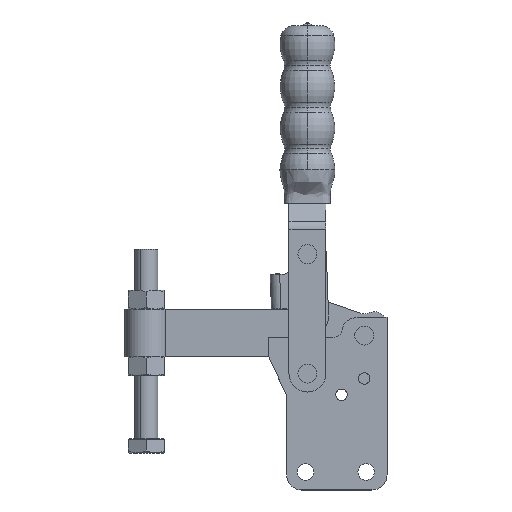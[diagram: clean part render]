
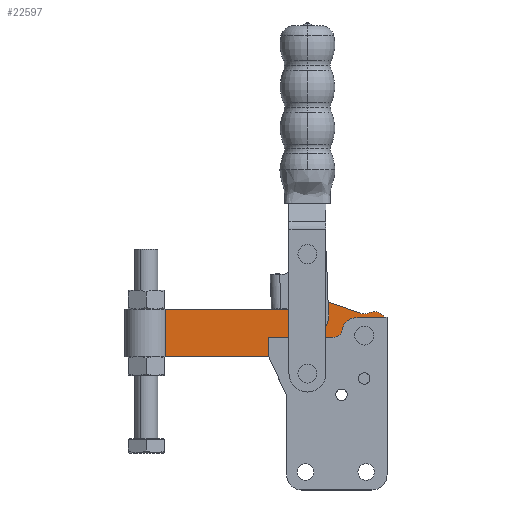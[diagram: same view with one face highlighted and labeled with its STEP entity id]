
A CAD part, top view. The second image highlights one B-rep face of the part: STEP entity #22597.
In plain terms, the highlighted planar face has unit normal (0, 0, 1).
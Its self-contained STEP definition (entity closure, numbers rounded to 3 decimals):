
#700 = VECTOR ( 'NONE', #4913, 1000. ) ;
#753 = EDGE_CURVE ( 'NONE', #2496, #6134, #22200, .T. ) ;
#1145 = CARTESIAN_POINT ( 'NONE',  ( -116.916, 83., 5. ) ) ;
#1297 = LINE ( 'NONE', #2971, #700 ) ;
#1457 = DIRECTION ( 'NONE',  ( 0.945, -0.328, 0. ) ) ;
#1896 = CARTESIAN_POINT ( 'NONE',  ( -12., 80., 5. ) ) ;
#2189 = LINE ( 'NONE', #1145, #22017 ) ;
#2496 = VERTEX_POINT ( 'NONE', #24536 ) ;
#2697 = AXIS2_PLACEMENT_3D ( 'NONE', #17500, #5978, #19411 ) ;
#2783 = VECTOR ( 'NONE', #1457, 1000. ) ;
#2905 = CARTESIAN_POINT ( 'NONE',  ( -37.35, 72.02, 5. ) ) ;
#2971 = CARTESIAN_POINT ( 'NONE',  ( 0., 76., 5. ) ) ;
#3088 = DIRECTION ( 'NONE',  ( 0., 0., -1. ) ) ;
#3519 = CARTESIAN_POINT ( 'NONE',  ( -14.132, 73.859, 5. ) ) ;
#3840 = DIRECTION ( 'NONE',  ( 1., 0., 0. ) ) ;
#3894 = CARTESIAN_POINT ( 'NONE',  ( -51.827, 76., 5. ) ) ;
#4129 = FACE_BOUND ( 'NONE', #4261, .T. ) ;
#4168 = EDGE_CURVE ( 'NONE', #14256, #18522, #23240, .T. ) ;
#4176 = VECTOR ( 'NONE', #8329, 1000. ) ;
#4261 = EDGE_LOOP ( 'NONE', ( #24277, #24349 ) ) ;
#4431 = EDGE_LOOP ( 'NONE', ( #13257, #21705, #24362, #6734, #8912, #21194, #22303, #16995, #23680, #23466 ) ) ;
#4574 = EDGE_CURVE ( 'NONE', #10557, #22305, #2189, .T. ) ;
#4646 = DIRECTION ( 'NONE',  ( 0., 0., -1. ) ) ;
#4687 = EDGE_CURVE ( 'NONE', #17182, #21728, #15757, .T. ) ;
#4851 = CARTESIAN_POINT ( 'NONE',  ( -15.5, 62., 5. ) ) ;
#4913 = DIRECTION ( 'NONE',  ( 1., 0., 0. ) ) ;
#5112 = EDGE_CURVE ( 'NONE', #10557, #8099, #1297, .T. ) ;
#5281 = DIRECTION ( 'NONE',  ( 0., 0., -1. ) ) ;
#5336 = CARTESIAN_POINT ( 'NONE',  ( -4.352, 70.464, 5. ) ) ;
#5978 = DIRECTION ( 'NONE',  ( 0., 0., -1. ) ) ;
#6134 = VERTEX_POINT ( 'NONE', #4851 ) ;
#6389 = CARTESIAN_POINT ( 'NONE',  ( 0., 51., 5. ) ) ;
#6620 = EDGE_CURVE ( 'NONE', #21728, #11849, #13688, .T. ) ;
#6734 = ORIENTED_EDGE ( 'NONE', *, *, #4687, .F. ) ;
#7026 = PLANE ( 'NONE',  #17228 ) ;
#7238 = EDGE_CURVE ( 'NONE', #11849, #10559, #8853, .T. ) ;
#7495 = AXIS2_PLACEMENT_3D ( 'NONE', #10171, #23573, #12125 ) ;
#7837 = EDGE_CURVE ( 'NONE', #18522, #14256, #23799, .T. ) ;
#7878 = EDGE_CURVE ( 'NONE', #10559, #19211, #18149, .T. ) ;
#7947 = EDGE_CURVE ( 'NONE', #20171, #17182, #11838, .T. ) ;
#8099 = VERTEX_POINT ( 'NONE', #3894 ) ;
#8325 = EDGE_CURVE ( 'NONE', #8099, #11208, #16321, .T. ) ;
#8329 = DIRECTION ( 'NONE',  ( -1., 0., 0. ) ) ;
#8796 = DIRECTION ( 'NONE',  ( 0., 0., -1. ) ) ;
#8853 = CIRCLE ( 'NONE', #7495, 38. ) ;
#8881 = DIRECTION ( 'NONE',  ( 0., 0., -1. ) ) ;
#8912 = ORIENTED_EDGE ( 'NONE', *, *, #7947, .F. ) ;
#8945 = AXIS2_PLACEMENT_3D ( 'NONE', #16199, #4646, #18133 ) ;
#8959 = DIRECTION ( 'NONE',  ( 0., 0., 1. ) ) ;
#9636 = EDGE_CURVE ( 'NONE', #19211, #22305, #19531, .T. ) ;
#9781 = EDGE_CURVE ( 'NONE', #6134, #2496, #22786, .T. ) ;
#9890 = EDGE_CURVE ( 'NONE', #11208, #20171, #11432, .T. ) ;
#10097 = CARTESIAN_POINT ( 'NONE',  ( -50.07, 77.043, 5. ) ) ;
#10171 = CARTESIAN_POINT ( 'NONE',  ( -38., 62., 5. ) ) ;
#10456 = DIRECTION ( 'NONE',  ( 0., 0., 1. ) ) ;
#10557 = VERTEX_POINT ( 'NONE', #13506 ) ;
#10559 = VERTEX_POINT ( 'NONE', #17366 ) ;
#11069 = CARTESIAN_POINT ( 'NONE',  ( -0.836, 69.929, 5. ) ) ;
#11114 = DIRECTION ( 'NONE',  ( 0., 0., -1. ) ) ;
#11208 = VERTEX_POINT ( 'NONE', #10097 ) ;
#11432 = CIRCLE ( 'NONE', #23861, 10.5 ) ;
#11838 = LINE ( 'NONE', #5336, #2783 ) ;
#11849 = VERTEX_POINT ( 'NONE', #11069 ) ;
#12125 = DIRECTION ( 'NONE',  ( 1., 0., 0. ) ) ;
#12303 = ORIENTED_EDGE ( 'NONE', *, *, #4168, .T. ) ;
#12310 = AXIS2_PLACEMENT_3D ( 'NONE', #1896, #15374, #3840 ) ;
#12758 = CARTESIAN_POINT ( 'NONE',  ( 0., 83., 5. ) ) ;
#12766 = AXIS2_PLACEMENT_3D ( 'NONE', #20276, #8796, #22197 ) ;
#13257 = ORIENTED_EDGE ( 'NONE', *, *, #7878, .F. ) ;
#13506 = CARTESIAN_POINT ( 'NONE',  ( -116.916, 76., 5. ) ) ;
#13688 = CIRCLE ( 'NONE', #8945, 6. ) ;
#14256 = VERTEX_POINT ( 'NONE', #2905 ) ;
#14631 = CARTESIAN_POINT ( 'NONE',  ( -12., 62., 5. ) ) ;
#14855 = CARTESIAN_POINT ( 'NONE',  ( -116.916, 51., 5. ) ) ;
#14886 = EDGE_LOOP ( 'NONE', ( #23745, #12303 ) ) ;
#15044 = CARTESIAN_POINT ( 'NONE',  ( -9.246, 74.112, 5. ) ) ;
#15332 = AXIS2_PLACEMENT_3D ( 'NONE', #20363, #8881, #22273 ) ;
#15374 = DIRECTION ( 'NONE',  ( 0., 0., 1. ) ) ;
#15757 = CIRCLE ( 'NONE', #12310, 6.5 ) ;
#15852 = AXIS2_PLACEMENT_3D ( 'NONE', #22579, #11114, #24485 ) ;
#16074 = CARTESIAN_POINT ( 'NONE',  ( -6.393, 51., 5. ) ) ;
#16199 = CARTESIAN_POINT ( 'NONE',  ( -6.704, 68.677, 5. ) ) ;
#16321 = CIRCLE ( 'NONE', #23820, 2. ) ;
#16558 = DIRECTION ( 'NONE',  ( 1., 0., 0. ) ) ;
#16796 = CARTESIAN_POINT ( 'NONE',  ( -40.85, 72.02, 5. ) ) ;
#16995 = ORIENTED_EDGE ( 'NONE', *, *, #5112, .F. ) ;
#17182 = VERTEX_POINT ( 'NONE', #3519 ) ;
#17228 = AXIS2_PLACEMENT_3D ( 'NONE', #12758, #8959, #22363 ) ;
#17366 = CARTESIAN_POINT ( 'NONE',  ( -0.467, 56.062, 5. ) ) ;
#17490 = AXIS2_PLACEMENT_3D ( 'NONE', #14631, #3088, #16558 ) ;
#17500 = CARTESIAN_POINT ( 'NONE',  ( -12., 62., 5. ) ) ;
#18133 = DIRECTION ( 'NONE',  ( 1., 0., 0. ) ) ;
#18149 = CIRCLE ( 'NONE', #15332, 6. ) ;
#18522 = VERTEX_POINT ( 'NONE', #20854 ) ;
#18645 = CARTESIAN_POINT ( 'NONE',  ( -37.407, 81.939, 5. ) ) ;
#18726 = DIRECTION ( 'NONE',  ( 1., 0., 0. ) ) ;
#19211 = VERTEX_POINT ( 'NONE', #16074 ) ;
#19411 = DIRECTION ( 'NONE',  ( 1., 0., 0. ) ) ;
#19531 = LINE ( 'NONE', #6389, #4176 ) ;
#20171 = VERTEX_POINT ( 'NONE', #18645 ) ;
#20276 = CARTESIAN_POINT ( 'NONE',  ( -40.85, 72.02, 5. ) ) ;
#20363 = CARTESIAN_POINT ( 'NONE',  ( -6.393, 57., 5. ) ) ;
#20854 = CARTESIAN_POINT ( 'NONE',  ( -44.35, 72.02, 5. ) ) ;
#21194 = ORIENTED_EDGE ( 'NONE', *, *, #9890, .F. ) ;
#21705 = ORIENTED_EDGE ( 'NONE', *, *, #7238, .F. ) ;
#21728 = VERTEX_POINT ( 'NONE', #15044 ) ;
#21923 = CARTESIAN_POINT ( 'NONE',  ( -51.827, 78., 5. ) ) ;
#22017 = VECTOR ( 'NONE', #24046, 1000. ) ;
#22197 = DIRECTION ( 'NONE',  ( 1., 0., 0. ) ) ;
#22200 = CIRCLE ( 'NONE', #2697, 3.5 ) ;
#22273 = DIRECTION ( 'NONE',  ( 1., 0., 0. ) ) ;
#22303 = ORIENTED_EDGE ( 'NONE', *, *, #8325, .F. ) ;
#22305 = VERTEX_POINT ( 'NONE', #14855 ) ;
#22363 = DIRECTION ( 'NONE',  ( 1., 0., 0. ) ) ;
#22579 = CARTESIAN_POINT ( 'NONE',  ( -40.85, 72.02, 5. ) ) ;
#22597 = ADVANCED_FACE ( 'NONE', ( #23929, #4129, #24526 ), #7026, .T. ) ;
#22786 = CIRCLE ( 'NONE', #17490, 3.5 ) ;
#23240 = CIRCLE ( 'NONE', #15852, 3.5 ) ;
#23466 = ORIENTED_EDGE ( 'NONE', *, *, #9636, .F. ) ;
#23573 = DIRECTION ( 'NONE',  ( 0., 0., -1. ) ) ;
#23680 = ORIENTED_EDGE ( 'NONE', *, *, #4574, .T. ) ;
#23745 = ORIENTED_EDGE ( 'NONE', *, *, #7837, .T. ) ;
#23799 = CIRCLE ( 'NONE', #12766, 3.5 ) ;
#23820 = AXIS2_PLACEMENT_3D ( 'NONE', #21923, #10456, #23843 ) ;
#23843 = DIRECTION ( 'NONE',  ( 1., 0., 0. ) ) ;
#23861 = AXIS2_PLACEMENT_3D ( 'NONE', #16796, #5281, #18726 ) ;
#23929 = FACE_BOUND ( 'NONE', #14886, .T. ) ;
#24046 = DIRECTION ( 'NONE',  ( 0., -1., 0. ) ) ;
#24277 = ORIENTED_EDGE ( 'NONE', *, *, #9781, .T. ) ;
#24349 = ORIENTED_EDGE ( 'NONE', *, *, #753, .T. ) ;
#24362 = ORIENTED_EDGE ( 'NONE', *, *, #6620, .F. ) ;
#24485 = DIRECTION ( 'NONE',  ( 1., 0., 0. ) ) ;
#24526 = FACE_OUTER_BOUND ( 'NONE', #4431, .T. ) ;
#24536 = CARTESIAN_POINT ( 'NONE',  ( -8.5, 62., 5. ) ) ;
